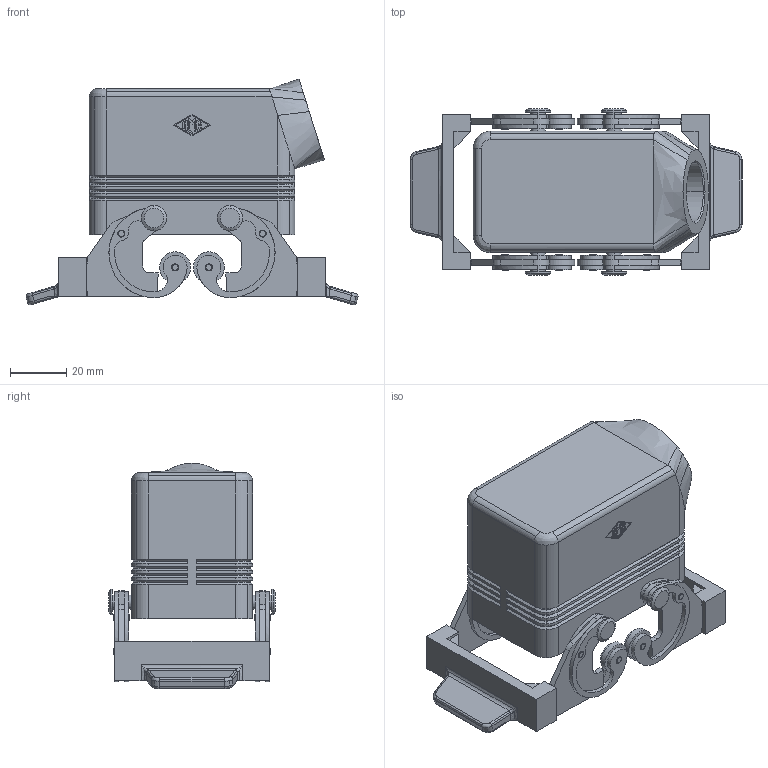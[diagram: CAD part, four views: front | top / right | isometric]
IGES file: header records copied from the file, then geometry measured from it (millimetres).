
Global section: file name: No Iges File Name specified; native system: AutoDesk Inventor R6.1; preprocessor: AutoDesk Inventor Iges Exporter R6.1; author: No Author specified; organization: No Organization specified; date: 20070105.121015; units: millimetre
Bounding box: 117.89 x 59 x 80.09 mm (x, y, z)
Volume: 74298.3 mm3; surface area: 45276.5 mm2
Topology: 1 solids, 5 shells, 818 faces, 2083 edges, 1302 vertices
Faces by surface type: bspline 283, plane 236, cylinder 147, revolution 68, cone 68, torus 16
